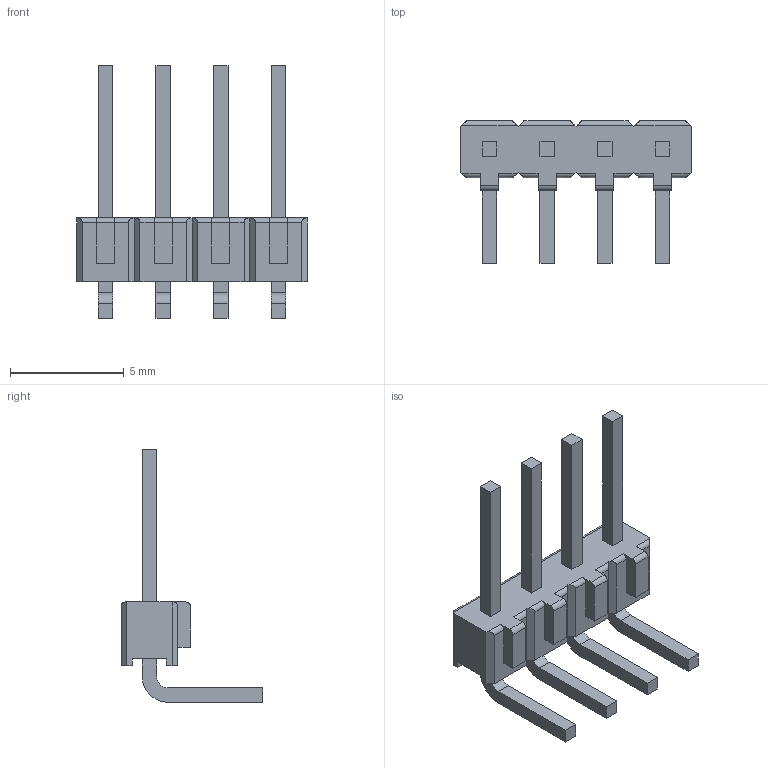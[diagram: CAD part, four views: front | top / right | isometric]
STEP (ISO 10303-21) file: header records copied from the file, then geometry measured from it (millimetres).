
FILE_DESCRIPTION(('STEP AP214'),'1');
FILE_NAME('826947-4.stp','2016-10-22T01:35:22',('TraceParts'),('TraceParts S.A.'),'Spatial InterOp 3D',' ',' ');
FILE_SCHEMA(('automotive_design'));
Length unit declared in the file: millimetre
Products named in the file (1): C-826947-4
Bounding box: 10.16 x 6.25 x 11.12 mm (x, y, z)
Volume: 89.1 mm3; surface area: 269 mm2
Topology: 1 solids, 1 shells, 120 faces, 330 edges, 220 vertices
Faces by surface type: plane 96, cylinder 24
Entity records: 3861 total; most frequent: CARTESIAN_POINT 783, ORIENTED_EDGE 660, DIRECTION 588, EDGE_CURVE 330, LINE 282, VECTOR 282, VERTEX_POINT 220, AXIS2_PLACEMENT_3D 153
